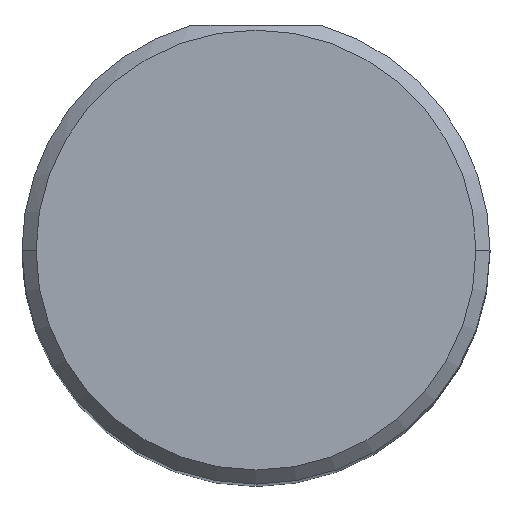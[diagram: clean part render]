
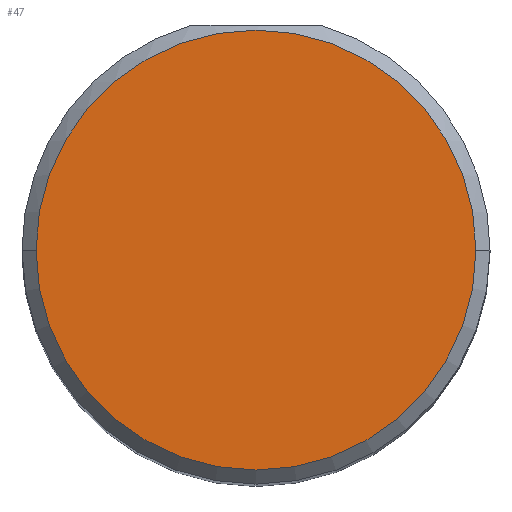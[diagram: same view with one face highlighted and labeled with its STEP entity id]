
A CAD part, top view. The second image highlights one B-rep face of the part: STEP entity #47.
In plain terms, the highlighted planar face has unit normal (0, 0, 1).
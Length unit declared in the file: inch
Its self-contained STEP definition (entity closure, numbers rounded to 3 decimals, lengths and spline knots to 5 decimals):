
#14 = ORIENTED_EDGE ( 'NONE', *, *, #522, .F. ) ;
#47 = ADVANCED_FACE ( 'NONE', ( #138 ), #261, .T. ) ;
#60 = CARTESIAN_POINT ( 'NONE',  ( 1.235, 0., 3. ) ) ;
#68 = CIRCLE ( 'NONE', #205, 0.235 ) ;
#78 = CARTESIAN_POINT ( 'NONE',  ( 1., 0., 3. ) ) ;
#94 = CIRCLE ( 'NONE', #172, 0.235 ) ;
#131 = DIRECTION ( 'NONE',  ( 0., 0., -1. ) ) ;
#138 = FACE_OUTER_BOUND ( 'NONE', #601, .T. ) ;
#165 = DIRECTION ( 'NONE',  ( -1., 0., 0. ) ) ;
#172 = AXIS2_PLACEMENT_3D ( 'NONE', #78, #302, #306 ) ;
#182 = VERTEX_POINT ( 'NONE', #596 ) ;
#205 = AXIS2_PLACEMENT_3D ( 'NONE', #472, #131, #217 ) ;
#217 = DIRECTION ( 'NONE',  ( -1., 0., 0. ) ) ;
#261 = PLANE ( 'NONE',  #538 ) ;
#293 = VERTEX_POINT ( 'NONE', #60 ) ;
#302 = DIRECTION ( 'NONE',  ( 0., 0., -1. ) ) ;
#306 = DIRECTION ( 'NONE',  ( -1., 0., 0. ) ) ;
#387 = EDGE_CURVE ( 'NONE', #293, #182, #94, .T. ) ;
#391 = ORIENTED_EDGE ( 'NONE', *, *, #387, .F. ) ;
#409 = CARTESIAN_POINT ( 'NONE',  ( 1., 0., 3. ) ) ;
#472 = CARTESIAN_POINT ( 'NONE',  ( 1., 0., 3. ) ) ;
#522 = EDGE_CURVE ( 'NONE', #182, #293, #68, .T. ) ;
#538 = AXIS2_PLACEMENT_3D ( 'NONE', #409, #569, #165 ) ;
#569 = DIRECTION ( 'NONE',  ( 0., 0., 1. ) ) ;
#596 = CARTESIAN_POINT ( 'NONE',  ( 0.765, 0., 3. ) ) ;
#601 = EDGE_LOOP ( 'NONE', ( #391, #14 ) ) ;
